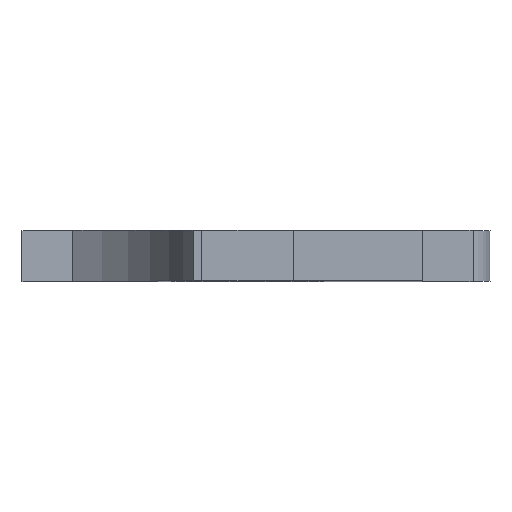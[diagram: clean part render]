
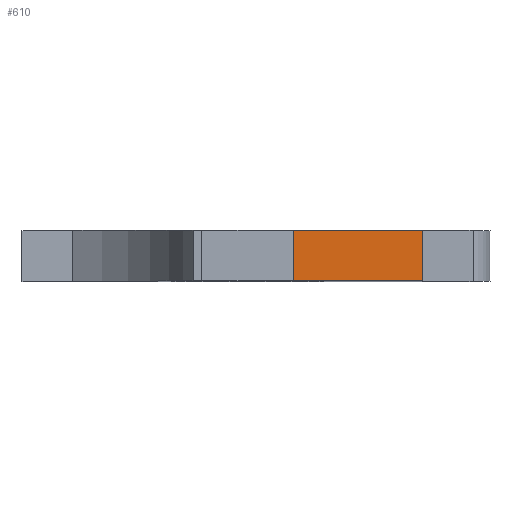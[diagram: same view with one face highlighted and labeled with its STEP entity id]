
A CAD part, top view. The second image highlights one B-rep face of the part: STEP entity #610.
In plain terms, the highlighted planar face has unit normal (0, 0, 1).
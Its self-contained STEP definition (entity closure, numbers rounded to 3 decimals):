
#101 = DIRECTION ( 'NONE',  ( 1., 0., 0. ) ) ;
#109 = CARTESIAN_POINT ( 'NONE',  ( 3.6, 2., 13. ) ) ;
#130 = DIRECTION ( 'NONE',  ( 1., 0., 0. ) ) ;
#145 = CARTESIAN_POINT ( 'NONE',  ( 3.6, -2., 13. ) ) ;
#242 = AXIS2_PLACEMENT_3D ( 'NONE', #1251, #1248, #1245 ) ;
#305 = VECTOR ( 'NONE', #722, 1000. ) ;
#310 = VECTOR ( 'NONE', #761, 1000. ) ;
#311 = LINE ( 'NONE', #755, #305 ) ;
#336 = LINE ( 'NONE', #789, #310 ) ;
#426 = EDGE_CURVE ( 'NONE', #950, #775, #576, .T. ) ;
#437 = FACE_OUTER_BOUND ( 'NONE', #1149, .T. ) ;
#461 = EDGE_CURVE ( 'NONE', #769, #858, #560, .T. ) ;
#556 = VECTOR ( 'NONE', #101, 1000. ) ;
#560 = LINE ( 'NONE', #109, #556 ) ;
#564 = VECTOR ( 'NONE', #130, 1000. ) ;
#576 = LINE ( 'NONE', #145, #564 ) ;
#610 = ADVANCED_FACE ( 'NONE', ( #437 ), #1320, .F. ) ;
#714 = CARTESIAN_POINT ( 'NONE',  ( 13.8, 2., 13. ) ) ;
#722 = DIRECTION ( 'NONE',  ( 0., -1., 0. ) ) ;
#747 = ORIENTED_EDGE ( 'NONE', *, *, #461, .F. ) ;
#755 = CARTESIAN_POINT ( 'NONE',  ( 13.8, 2., 13. ) ) ;
#761 = DIRECTION ( 'NONE',  ( 0., -1., 0. ) ) ;
#769 = VERTEX_POINT ( 'NONE', #880 ) ;
#775 = VERTEX_POINT ( 'NONE', #872 ) ;
#789 = CARTESIAN_POINT ( 'NONE',  ( 3.6, 2., 13. ) ) ;
#802 = EDGE_CURVE ( 'NONE', #769, #950, #336, .T. ) ;
#821 = EDGE_CURVE ( 'NONE', #858, #775, #311, .T. ) ;
#858 = VERTEX_POINT ( 'NONE', #714 ) ;
#872 = CARTESIAN_POINT ( 'NONE',  ( 13.8, -2., 13. ) ) ;
#880 = CARTESIAN_POINT ( 'NONE',  ( 3.6, 2., 13. ) ) ;
#938 = ORIENTED_EDGE ( 'NONE', *, *, #821, .F. ) ;
#950 = VERTEX_POINT ( 'NONE', #1368 ) ;
#1149 = EDGE_LOOP ( 'NONE', ( #1173, #938, #747, #1256 ) ) ;
#1173 = ORIENTED_EDGE ( 'NONE', *, *, #426, .T. ) ;
#1245 = DIRECTION ( 'NONE',  ( -1., 0., 0. ) ) ;
#1248 = DIRECTION ( 'NONE',  ( 0., 0., -1. ) ) ;
#1251 = CARTESIAN_POINT ( 'NONE',  ( 3.6, 2., 13. ) ) ;
#1256 = ORIENTED_EDGE ( 'NONE', *, *, #802, .T. ) ;
#1320 = PLANE ( 'NONE',  #242 ) ;
#1368 = CARTESIAN_POINT ( 'NONE',  ( 3.6, -2., 13. ) ) ;
